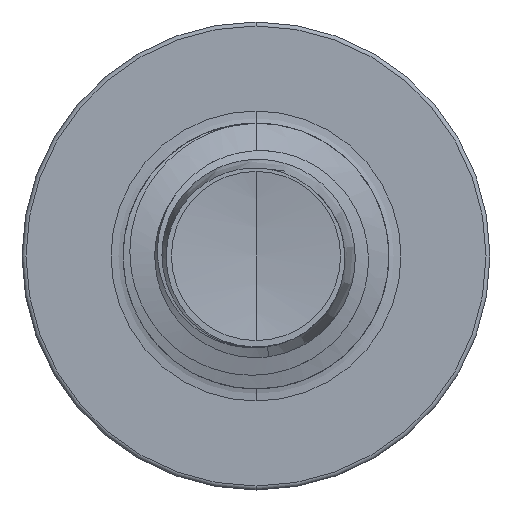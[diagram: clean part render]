
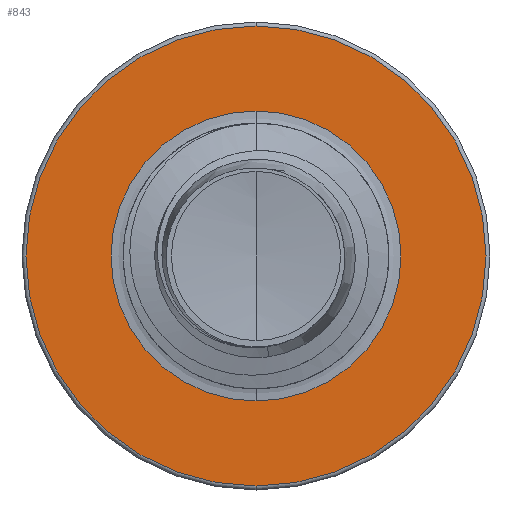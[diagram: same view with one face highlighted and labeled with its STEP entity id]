
A CAD part, front view. The second image highlights one B-rep face of the part: STEP entity #843.
In plain terms, the highlighted planar face has unit normal (0, -1, 0).
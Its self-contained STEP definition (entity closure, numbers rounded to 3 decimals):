
#843 = ADVANCED_FACE ( 'NONE', ( #13412, #1144 ), #9818, .F. ) ;
#1144 = FACE_BOUND ( 'NONE', #3436, .T. ) ;
#1461 = DIRECTION ( 'NONE',  ( 0., 1., 0. ) ) ;
#1744 = CIRCLE ( 'NONE', #3116, 1.363 ) ;
#2379 = CARTESIAN_POINT ( 'NONE',  ( 0., 3.5, 1.363 ) ) ;
#3116 = AXIS2_PLACEMENT_3D ( 'NONE', #13269, #6488, #14276 ) ;
#3436 = EDGE_LOOP ( 'NONE', ( #8768, #11812 ) ) ;
#3973 = AXIS2_PLACEMENT_3D ( 'NONE', #9021, #1461, #10203 ) ;
#4356 = DIRECTION ( 'NONE',  ( 0., 1., 0. ) ) ;
#4852 = EDGE_CURVE ( 'NONE', #5492, #10217, #10329, .T. ) ;
#5000 = VERTEX_POINT ( 'NONE', #2379 ) ;
#5405 = EDGE_CURVE ( 'NONE', #9999, #5000, #14793, .T. ) ;
#5492 = VERTEX_POINT ( 'NONE', #10394 ) ;
#6003 = CARTESIAN_POINT ( 'NONE',  ( 0., 3.5, 0. ) ) ;
#6077 = CARTESIAN_POINT ( 'NONE',  ( 0., 3.5, -1.363 ) ) ;
#6488 = DIRECTION ( 'NONE',  ( 0., 1., 0. ) ) ;
#6771 = AXIS2_PLACEMENT_3D ( 'NONE', #6003, #13851, #7215 ) ;
#7215 = DIRECTION ( 'NONE',  ( 0., 0., 1. ) ) ;
#7523 = CARTESIAN_POINT ( 'NONE',  ( 0., 3.5, -2.163 ) ) ;
#7896 = EDGE_CURVE ( 'NONE', #5000, #9999, #1744, .T. ) ;
#7923 = EDGE_CURVE ( 'NONE', #10217, #5492, #11531, .T. ) ;
#8768 = ORIENTED_EDGE ( 'NONE', *, *, #7896, .T. ) ;
#9021 = CARTESIAN_POINT ( 'NONE',  ( 0., 3.5, 0. ) ) ;
#9653 = DIRECTION ( 'NONE',  ( 0., 0., 1. ) ) ;
#9666 = DIRECTION ( 'NONE',  ( 0., 1., 0. ) ) ;
#9728 = CARTESIAN_POINT ( 'NONE',  ( 0., 3.5, -1.363 ) ) ;
#9818 = PLANE ( 'NONE',  #13607 ) ;
#9999 = VERTEX_POINT ( 'NONE', #6077 ) ;
#10203 = DIRECTION ( 'NONE',  ( 0., 0., 1. ) ) ;
#10217 = VERTEX_POINT ( 'NONE', #7523 ) ;
#10329 = CIRCLE ( 'NONE', #6771, 2.163 ) ;
#10394 = CARTESIAN_POINT ( 'NONE',  ( 0., 3.5, 2.163 ) ) ;
#11491 = ORIENTED_EDGE ( 'NONE', *, *, #4852, .F. ) ;
#11508 = CARTESIAN_POINT ( 'NONE',  ( 0., 3.5, 0. ) ) ;
#11531 = CIRCLE ( 'NONE', #3973, 2.163 ) ;
#11812 = ORIENTED_EDGE ( 'NONE', *, *, #5405, .T. ) ;
#12492 = DIRECTION ( 'NONE',  ( 0., 0., 1. ) ) ;
#13269 = CARTESIAN_POINT ( 'NONE',  ( 0., 3.5, 0. ) ) ;
#13412 = FACE_OUTER_BOUND ( 'NONE', #15172, .T. ) ;
#13546 = AXIS2_PLACEMENT_3D ( 'NONE', #11508, #4356, #12492 ) ;
#13607 = AXIS2_PLACEMENT_3D ( 'NONE', #9728, #9666, #9653 ) ;
#13851 = DIRECTION ( 'NONE',  ( 0., 1., 0. ) ) ;
#14114 = ORIENTED_EDGE ( 'NONE', *, *, #7923, .F. ) ;
#14276 = DIRECTION ( 'NONE',  ( 0., 0., 1. ) ) ;
#14793 = CIRCLE ( 'NONE', #13546, 1.363 ) ;
#15172 = EDGE_LOOP ( 'NONE', ( #11491, #14114 ) ) ;
